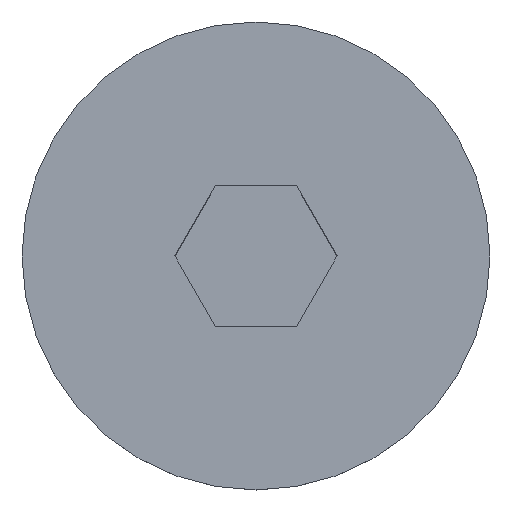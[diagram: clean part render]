
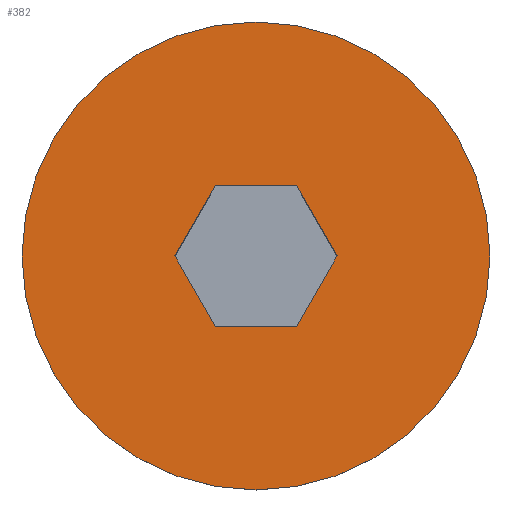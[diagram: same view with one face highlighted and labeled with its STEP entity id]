
A CAD part, top view. The second image highlights one B-rep face of the part: STEP entity #382.
In plain terms, the highlighted planar face has unit normal (0, 0, 1).
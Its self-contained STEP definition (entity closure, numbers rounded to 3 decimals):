
#10 = DIRECTION ( 'NONE',  ( 0.5, 0.866, 0. ) ) ;
#12 = DIRECTION ( 'NONE',  ( 0.5, -0.866, 0. ) ) ;
#13 = VERTEX_POINT ( 'NONE', #449 ) ;
#20 = DIRECTION ( 'NONE',  ( 1., 0., 0. ) ) ;
#32 = ORIENTED_EDGE ( 'NONE', *, *, #465, .T. ) ;
#33 = VECTOR ( 'NONE', #302, 1000. ) ;
#41 = VECTOR ( 'NONE', #12, 1000. ) ;
#66 = ORIENTED_EDGE ( 'NONE', *, *, #417, .T. ) ;
#74 = LINE ( 'NONE', #528, #472 ) ;
#75 = LINE ( 'NONE', #288, #517 ) ;
#80 = EDGE_CURVE ( 'NONE', #467, #194, #75, .T. ) ;
#95 = CARTESIAN_POINT ( 'NONE',  ( 0.866, -1.5, 2.8 ) ) ;
#98 = FACE_BOUND ( 'NONE', #277, .T. ) ;
#106 = ORIENTED_EDGE ( 'NONE', *, *, #363, .T. ) ;
#107 = DIRECTION ( 'NONE',  ( -1., 0., 0. ) ) ;
#111 = CARTESIAN_POINT ( 'NONE',  ( 0., 5., 2.8 ) ) ;
#115 = CARTESIAN_POINT ( 'NONE',  ( 0., 0., 2.8 ) ) ;
#129 = EDGE_CURVE ( 'NONE', #512, #344, #192, .T. ) ;
#137 = CARTESIAN_POINT ( 'NONE',  ( 0.866, 1.5, 2.8 ) ) ;
#148 = CARTESIAN_POINT ( 'NONE',  ( 0., 0., 2.8 ) ) ;
#155 = VERTEX_POINT ( 'NONE', #137 ) ;
#158 = CARTESIAN_POINT ( 'NONE',  ( 1.732, 0., 2.8 ) ) ;
#185 = CARTESIAN_POINT ( 'NONE',  ( 1.299, 0.75, 2.8 ) ) ;
#191 = DIRECTION ( 'NONE',  ( 0., 0., -1. ) ) ;
#192 = LINE ( 'NONE', #259, #33 ) ;
#194 = VERTEX_POINT ( 'NONE', #95 ) ;
#199 = CARTESIAN_POINT ( 'NONE',  ( 0.433, -1.5, 2.8 ) ) ;
#210 = CIRCLE ( 'NONE', #333, 5. ) ;
#212 = CARTESIAN_POINT ( 'NONE',  ( -0.866, -1.5, 2.8 ) ) ;
#222 = VECTOR ( 'NONE', #10, 1000. ) ;
#223 = VERTEX_POINT ( 'NONE', #425 ) ;
#234 = DIRECTION ( 'NONE',  ( 0., -1., 0. ) ) ;
#255 = ORIENTED_EDGE ( 'NONE', *, *, #129, .T. ) ;
#259 = CARTESIAN_POINT ( 'NONE',  ( -1.299, -0.75, 2.8 ) ) ;
#277 = EDGE_LOOP ( 'NONE', ( #300, #384, #66, #255, #106, #32 ) ) ;
#288 = CARTESIAN_POINT ( 'NONE',  ( 1.732, 0., 2.8 ) ) ;
#289 = DIRECTION ( 'NONE',  ( 0., 1., 0. ) ) ;
#300 = ORIENTED_EDGE ( 'NONE', *, *, #303, .T. ) ;
#302 = DIRECTION ( 'NONE',  ( -0.5, 0.866, 0. ) ) ;
#303 = EDGE_CURVE ( 'NONE', #155, #467, #376, .T. ) ;
#333 = AXIS2_PLACEMENT_3D ( 'NONE', #148, #191, #390 ) ;
#344 = VERTEX_POINT ( 'NONE', #437 ) ;
#347 = EDGE_LOOP ( 'NONE', ( #511, #370 ) ) ;
#349 = CARTESIAN_POINT ( 'NONE',  ( 0., 0., 2.8 ) ) ;
#350 = VECTOR ( 'NONE', #107, 1000. ) ;
#360 = EDGE_CURVE ( 'NONE', #430, #223, #210, .T. ) ;
#363 = EDGE_CURVE ( 'NONE', #344, #13, #498, .T. ) ;
#370 = ORIENTED_EDGE ( 'NONE', *, *, #508, .F. ) ;
#376 = LINE ( 'NONE', #185, #41 ) ;
#382 = ADVANCED_FACE ( 'NONE', ( #98, #534 ), #513, .T. ) ;
#384 = ORIENTED_EDGE ( 'NONE', *, *, #80, .T. ) ;
#389 = AXIS2_PLACEMENT_3D ( 'NONE', #115, #536, #289 ) ;
#390 = DIRECTION ( 'NONE',  ( 0., 1., 0. ) ) ;
#393 = CARTESIAN_POINT ( 'NONE',  ( -1.299, 0.75, 2.8 ) ) ;
#417 = EDGE_CURVE ( 'NONE', #194, #512, #516, .T. ) ;
#425 = CARTESIAN_POINT ( 'NONE',  ( 0., -5., 2.8 ) ) ;
#430 = VERTEX_POINT ( 'NONE', #111 ) ;
#434 = CIRCLE ( 'NONE', #389, 5. ) ;
#437 = CARTESIAN_POINT ( 'NONE',  ( -1.732, 0., 2.8 ) ) ;
#449 = CARTESIAN_POINT ( 'NONE',  ( -0.866, 1.5, 2.8 ) ) ;
#454 = DIRECTION ( 'NONE',  ( -0.5, -0.866, 0. ) ) ;
#460 = AXIS2_PLACEMENT_3D ( 'NONE', #349, #474, #234 ) ;
#465 = EDGE_CURVE ( 'NONE', #13, #155, #74, .T. ) ;
#467 = VERTEX_POINT ( 'NONE', #158 ) ;
#472 = VECTOR ( 'NONE', #20, 1000. ) ;
#474 = DIRECTION ( 'NONE',  ( 0., 0., 1. ) ) ;
#498 = LINE ( 'NONE', #393, #222 ) ;
#508 = EDGE_CURVE ( 'NONE', #223, #430, #434, .T. ) ;
#511 = ORIENTED_EDGE ( 'NONE', *, *, #360, .F. ) ;
#512 = VERTEX_POINT ( 'NONE', #212 ) ;
#513 = PLANE ( 'NONE',  #460 ) ;
#516 = LINE ( 'NONE', #199, #350 ) ;
#517 = VECTOR ( 'NONE', #454, 1000. ) ;
#528 = CARTESIAN_POINT ( 'NONE',  ( 0., 1.5, 2.8 ) ) ;
#534 = FACE_OUTER_BOUND ( 'NONE', #347, .T. ) ;
#536 = DIRECTION ( 'NONE',  ( 0., 0., -1. ) ) ;
